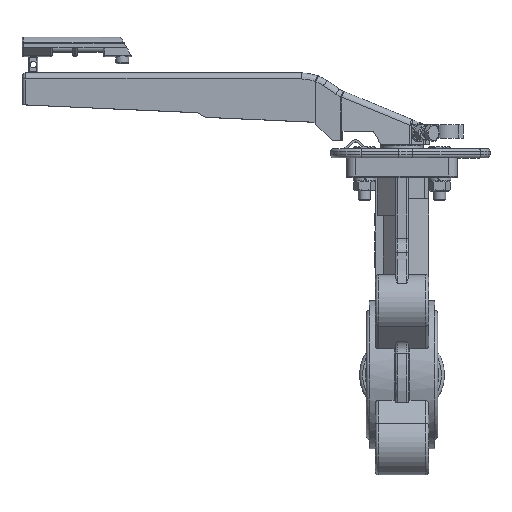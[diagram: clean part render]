
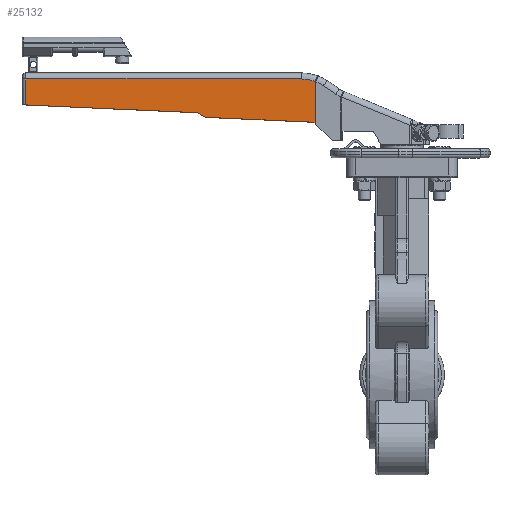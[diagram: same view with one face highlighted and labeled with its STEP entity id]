
A CAD part, top view. The second image highlights one B-rep face of the part: STEP entity #25132.
In plain terms, the highlighted planar face has unit normal (-0.021, 0, 1).
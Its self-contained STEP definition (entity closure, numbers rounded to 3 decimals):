
#24801=CARTESIAN_POINT('',(-248.041,196.911,13.541));
#24802=VERTEX_POINT('',#24801);
#24810=CARTESIAN_POINT('',(-248.041,214.,13.541));
#24811=VERTEX_POINT('',#24810);
#24812=CARTESIAN_POINT('',(-248.041,196.911,13.541));
#24813=DIRECTION('',(0.0,1.0,0.0));
#24814=VECTOR('',#24813,17.089);
#24815=LINE('',#24812,#24814);
#24816=EDGE_CURVE('',#24802,#24811,#24815,.T.);
#25057=CARTESIAN_POINT('',(-66.277,214.,17.308));
#25058=VERTEX_POINT('',#25057);
#25059=CARTESIAN_POINT('',(-248.041,214.,13.541));
#25060=DIRECTION('',(1.,0.0,0.021));
#25061=VECTOR('',#25060,181.804);
#25062=LINE('',#25059,#25061);
#25063=EDGE_CURVE('',#24811,#25058,#25062,.T.);
#25076=CARTESIAN_POINT('',(-57.,218.0,17.5));
#25077=DIRECTION('',(0.021,0.,-1.));
#25078=DIRECTION('',(-1.,0.0,-0.021));
#25079=AXIS2_PLACEMENT_3D('',#25076,#25077,#25078);
#25080=PLANE('',#25079);
#25081=ORIENTED_EDGE('',*,*,#24816,.F.);
#25082=CARTESIAN_POINT('',(-135.,191.747,15.883));
#25083=VERTEX_POINT('',#25082);
#25084=CARTESIAN_POINT('',(-135.,191.747,15.883));
#25085=DIRECTION('',(-0.999,0.046,-0.021));
#25086=VECTOR('',#25085,113.184);
#25087=LINE('',#25084,#25086);
#25088=EDGE_CURVE('',#25083,#24802,#25087,.T.);
#25089=ORIENTED_EDGE('',*,*,#25088,.F.);
#25090=CARTESIAN_POINT('',(-129.5,188.747,15.997));
#25091=VERTEX_POINT('',#25090);
#25092=CARTESIAN_POINT('',(-129.5,188.747,15.997));
#25093=DIRECTION('',(-0.878,0.479,-0.018));
#25094=VECTOR('',#25093,6.266);
#25095=LINE('',#25092,#25094);
#25096=EDGE_CURVE('',#25091,#25083,#25095,.T.);
#25097=ORIENTED_EDGE('',*,*,#25096,.F.);
#25098=CARTESIAN_POINT('',(-58.407,185.5,17.471));
#25099=VERTEX_POINT('',#25098);
#25100=CARTESIAN_POINT('',(-58.407,185.5,17.471));
#25101=DIRECTION('',(-0.999,0.046,-0.021));
#25102=VECTOR('',#25101,71.182);
#25103=LINE('',#25100,#25102);
#25104=EDGE_CURVE('',#25099,#25091,#25103,.T.);
#25105=ORIENTED_EDGE('',*,*,#25104,.F.);
#25106=CARTESIAN_POINT('',(-57.14,184.283,17.497));
#25107=VERTEX_POINT('',#25106);
#25108=CARTESIAN_POINT('',(-57.14,184.283,17.497));
#25109=DIRECTION('',(-0.721,0.692,-0.015));
#25110=VECTOR('',#25109,1.757);
#25111=LINE('',#25108,#25110);
#25112=EDGE_CURVE('',#25107,#25099,#25111,.T.);
#25113=ORIENTED_EDGE('',*,*,#25112,.F.);
#25114=CARTESIAN_POINT('',(-57.14,212.342,17.497));
#25115=VERTEX_POINT('',#25114);
#25116=CARTESIAN_POINT('',(-57.14,212.342,17.497));
#25117=DIRECTION('',(0.0,-1.0,0.0));
#25118=VECTOR('',#25117,28.058);
#25119=LINE('',#25116,#25118);
#25120=EDGE_CURVE('',#25115,#25107,#25119,.T.);
#25121=ORIENTED_EDGE('',*,*,#25120,.F.);
#25122=CARTESIAN_POINT('',(-66.277,188.0,17.308));
#25123=DIRECTION('',(0.021,0.,-1.));
#25124=DIRECTION('',(1.,0.,0.021));
#25125=AXIS2_PLACEMENT_3D('',#25122,#25123,#25124);
#25126=ELLIPSE('',#25125,26.006,26.);
#25127=EDGE_CURVE('',#25058,#25115,#25126,.T.);
#25128=ORIENTED_EDGE('',*,*,#25127,.F.);
#25129=ORIENTED_EDGE('',*,*,#25063,.F.);
#25130=EDGE_LOOP('',(#25081,#25089,#25097,#25105,#25113,#25121,#25128,#25129));
#25131=FACE_OUTER_BOUND('',#25130,.T.);
#25132=ADVANCED_FACE('',(#25131),#25080,.F.);
